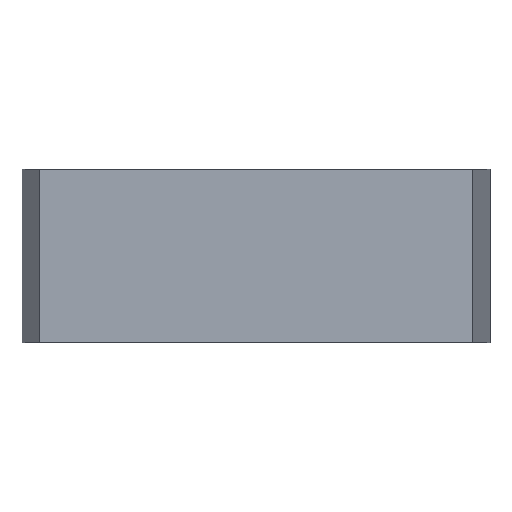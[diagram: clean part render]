
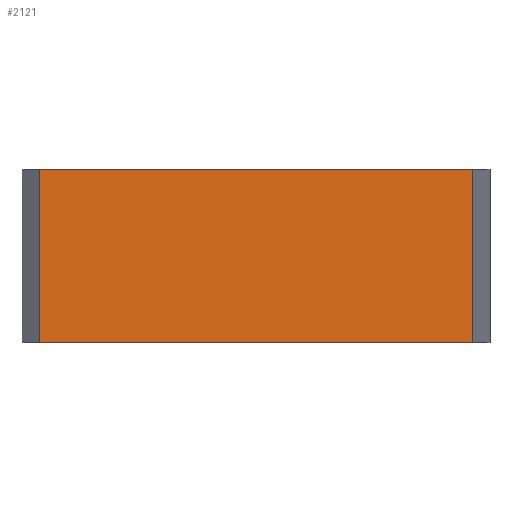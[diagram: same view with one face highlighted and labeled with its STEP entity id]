
A CAD part, left-side view. The second image highlights one B-rep face of the part: STEP entity #2121.
In plain terms, the highlighted planar face has unit normal (-1, 0, 0).
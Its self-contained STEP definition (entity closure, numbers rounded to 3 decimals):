
#68=CARTESIAN_POINT('',(-108.,25.,0.));
#69=VERTEX_POINT('',#68);
#76=CARTESIAN_POINT('',(-108.,25.,20.));
#77=VERTEX_POINT('',#76);
#78=CARTESIAN_POINT('',(-108.,25.,20.));
#79=DIRECTION('',(0.,0.,-1.));
#80=VECTOR('',#79,20.);
#81=LINE('',#78,#80);
#82=EDGE_CURVE('',#77,#69,#81,.T.);
#124=CARTESIAN_POINT('',(-108.,-25.,20.));
#125=VERTEX_POINT('',#124);
#132=CARTESIAN_POINT('',(-108.,-25.,0.));
#133=VERTEX_POINT('',#132);
#134=CARTESIAN_POINT('',(-108.,-25.,20.));
#135=DIRECTION('',(0.,0.,-1.));
#136=VECTOR('',#135,20.);
#137=LINE('',#134,#136);
#138=EDGE_CURVE('',#125,#133,#137,.T.);
#900=CARTESIAN_POINT('',(-108.,25.,20.));
#901=DIRECTION('',(-0.,-1.,0.));
#902=VECTOR('',#901,50.);
#903=LINE('',#900,#902);
#904=EDGE_CURVE('',#77,#125,#903,.T.);
#1355=CARTESIAN_POINT('',(-108.,25.,0.));
#1356=DIRECTION('',(-0.,-1.,0.));
#1357=VECTOR('',#1356,50.);
#1358=LINE('',#1355,#1357);
#1359=EDGE_CURVE('',#69,#133,#1358,.T.);
#2110=CARTESIAN_POINT('',(-108.,-12.5,20.));
#2111=DIRECTION('',(1.,-0.,0.));
#2112=DIRECTION('',(0.,1.,0.));
#2113=AXIS2_PLACEMENT_3D('',#2110,#2111,#2112);
#2114=PLANE('',#2113);
#2115=ORIENTED_EDGE('',*,*,#1359,.T.);
#2116=ORIENTED_EDGE('',*,*,#138,.F.);
#2117=ORIENTED_EDGE('',*,*,#904,.F.);
#2118=ORIENTED_EDGE('',*,*,#82,.T.);
#2119=EDGE_LOOP('',(#2115,#2116,#2117,#2118));
#2120=FACE_BOUND('',#2119,.T.);
#2121=ADVANCED_FACE('',(#2120),#2114,.F.);
